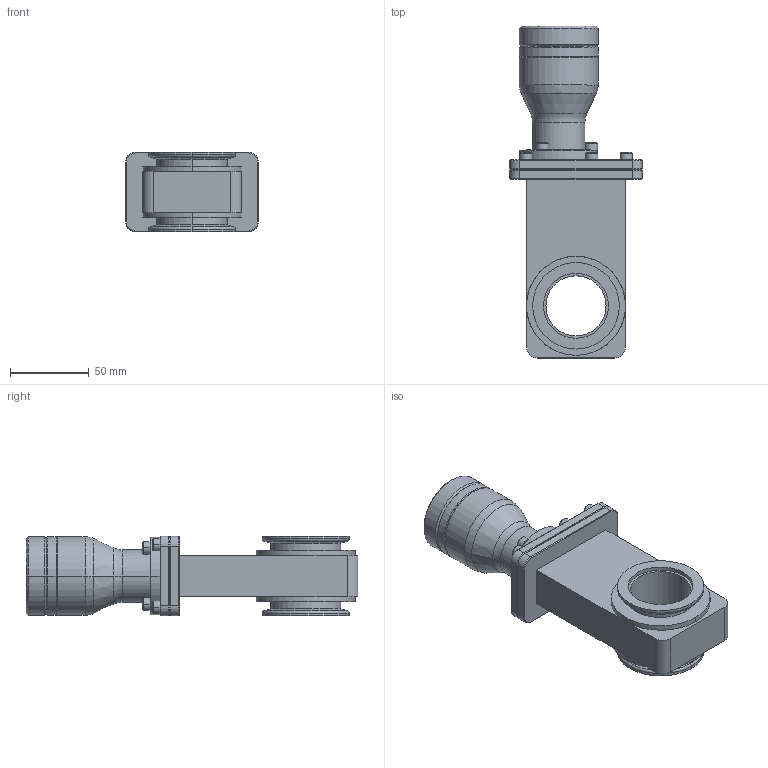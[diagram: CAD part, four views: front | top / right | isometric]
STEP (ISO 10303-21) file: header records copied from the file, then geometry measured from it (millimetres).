
FILE_DESCRIPTION((''),'2;1');
FILE_NAME('11110-0153','2009-02-06T',('jd'),(''),'PRO/ENGINEER BY PARAMETRIC TECHNOLOGY CORPORATION, 2008400','PRO/ENGINEER BY PARAMETRIC TECHNOLOGY CORPORATION, 2008400','');
FILE_SCHEMA(('CONFIG_CONTROL_DESIGN'));
Length unit declared in the file: inch
Products named in the file (1): 11110-0153
Bounding box: 84.12 x 210.34 x 50.67 mm (x, y, z)
Volume: 365644.4 mm3; surface area: 58523.5 mm2
Topology: 1 solids, 1 shells, 240 faces, 536 edges, 322 vertices
Faces by surface type: plane 122, cylinder 58, cone 52, torus 6, bspline 2
Entity records: 6654 total; most frequent: DIRECTION 1204, CARTESIAN_POINT 1152, ORIENTED_EDGE 1072, EDGE_CURVE 536, AXIS2_PLACEMENT_3D 430, VECTOR 344, LINE 344, VERTEX_POINT 322
